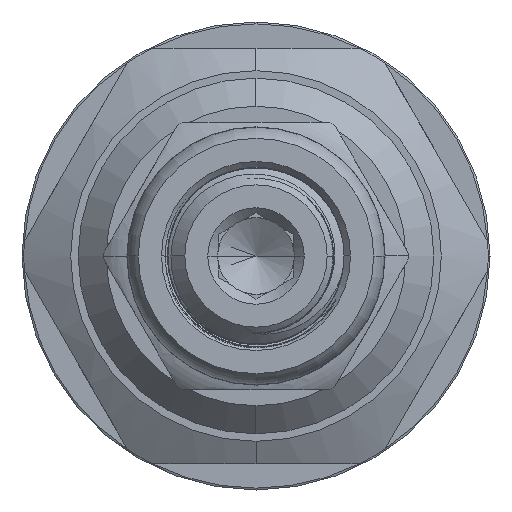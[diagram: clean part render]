
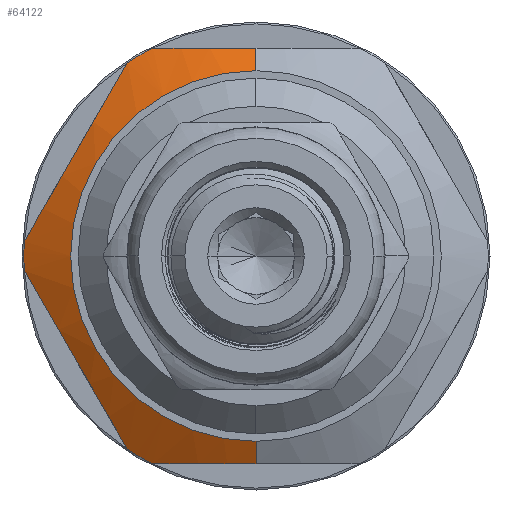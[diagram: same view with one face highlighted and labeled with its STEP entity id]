
A CAD part, left-side view. The second image highlights one B-rep face of the part: STEP entity #64122.
In plain terms, the highlighted conical face has half-angle 60 degrees and reference radius 9.9 mm.
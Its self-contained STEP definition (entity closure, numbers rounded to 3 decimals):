
#69 = VERTEX_POINT ( 'NONE', #1226 ) ;
#104 = VERTEX_POINT ( 'NONE', #1242 ) ;
#110 = VERTEX_POINT ( 'NONE', #1282 ) ;
#111 = VERTEX_POINT ( 'NONE', #1312 ) ;
#127 = VERTEX_POINT ( 'NONE', #1271 ) ;
#128 = VERTEX_POINT ( 'NONE', #1279 ) ;
#141 = VERTEX_POINT ( 'NONE', #1287 ) ;
#192 = VERTEX_POINT ( 'NONE', #15521 ) ;
#196 = VERTEX_POINT ( 'NONE', #15565 ) ;
#206 = VERTEX_POINT ( 'NONE', #15528 ) ;
#1226 = CARTESIAN_POINT ( 'NONE',  ( -69.952, 0., -9.9 ) ) ;
#1242 = CARTESIAN_POINT ( 'NONE',  ( -69.253, 0., -11.11 ) ) ;
#1271 = CARTESIAN_POINT ( 'NONE',  ( -68.508, 12.375, 0.786 ) ) ;
#1279 = CARTESIAN_POINT ( 'NONE',  ( -69.952, 0., 9.9 ) ) ;
#1282 = CARTESIAN_POINT ( 'NONE',  ( -68.508, 5.507, -11.11 ) ) ;
#1287 = CARTESIAN_POINT ( 'NONE',  ( -68.508, 12.375, -0.786 ) ) ;
#1312 = CARTESIAN_POINT ( 'NONE',  ( -68.508, 6.868, 10.324 ) ) ;
#1511 = AXIS2_PLACEMENT_3D ( 'NONE', #4594, #4595, #4596 ) ;
#1603 = VECTOR ( 'NONE', #4356, 1000. ) ;
#1663 = LINE ( 'NONE', #4488, #1603 ) ;
#1669 = CIRCLE ( 'NONE', #12504, 12.4 ) ;
#1686 = CIRCLE ( 'NONE', #12532, 9.9 ) ;
#2040 = CIRCLE ( 'NONE', #12518, 12.4 ) ;
#2090 = CIRCLE ( 'NONE', #1511, 12.4 ) ;
#2439 = ORIENTED_EDGE ( 'NONE', *, *, #35130, .T. ) ;
#2674 = ORIENTED_EDGE ( 'NONE', *, *, #34998, .T. ) ;
#2777 = ORIENTED_EDGE ( 'NONE', *, *, #35064, .T. ) ;
#4234 = CARTESIAN_POINT ( 'NONE',  ( -68.74, 7.32, 9.542 ) ) ;
#4235 = CARTESIAN_POINT ( 'NONE',  ( -68.508, 6.868, 10.324 ) ) ;
#4242 = CARTESIAN_POINT ( 'NONE',  ( -68.508, 5.507, -11.11 ) ) ;
#4243 = CARTESIAN_POINT ( 'NONE',  ( -68.737, 4.613, -11.11 ) ) ;
#4244 = CARTESIAN_POINT ( 'NONE',  ( -68.927, 7.774, 8.756 ) ) ;
#4245 = CARTESIAN_POINT ( 'NONE',  ( -69.183, 8.688, 7.172 ) ) ;
#4246 = CARTESIAN_POINT ( 'NONE',  ( -69.252, 9.148, 6.375 ) ) ;
#4247 = CARTESIAN_POINT ( 'NONE',  ( -69.254, 10.076, 4.768 ) ) ;
#4248 = CARTESIAN_POINT ( 'NONE',  ( -69.186, 10.544, 3.957 ) ) ;
#4249 = CARTESIAN_POINT ( 'NONE',  ( -68.928, 11.466, 2.36 ) ) ;
#4250 = CARTESIAN_POINT ( 'NONE',  ( -68.74, 11.923, 1.57 ) ) ;
#4251 = CARTESIAN_POINT ( 'NONE',  ( -68.508, 12.375, 0.786 ) ) ;
#4252 = CARTESIAN_POINT ( 'NONE',  ( -68.925, 3.706, -11.11 ) ) ;
#4253 = CARTESIAN_POINT ( 'NONE',  ( -69.12, 2.321, -11.11 ) ) ;
#4254 = CARTESIAN_POINT ( 'NONE',  ( -69.17, 1.854, -11.11 ) ) ;
#4255 = CARTESIAN_POINT ( 'NONE',  ( -69.236, 0.926, -11.11 ) ) ;
#4256 = CARTESIAN_POINT ( 'NONE',  ( -69.253, 0.463, -11.11 ) ) ;
#4257 = CARTESIAN_POINT ( 'NONE',  ( -69.253, 0., -11.11 ) ) ;
#4263 = CARTESIAN_POINT ( 'NONE',  ( -68.508, 0., 0. ) ) ;
#4264 = DIRECTION ( 'NONE',  ( -1., 0., 0. ) ) ;
#4265 = DIRECTION ( 'NONE',  ( 0., 0., -1. ) ) ;
#4280 = CARTESIAN_POINT ( 'NONE',  ( -68.508, 0., 0. ) ) ;
#4281 = DIRECTION ( 'NONE',  ( -1., 0., 0. ) ) ;
#4282 = DIRECTION ( 'NONE',  ( 0., 0., -1. ) ) ;
#4289 = CARTESIAN_POINT ( 'NONE',  ( -69.952, 0., 0. ) ) ;
#4290 = DIRECTION ( 'NONE',  ( -1., 0., 0. ) ) ;
#4291 = DIRECTION ( 'NONE',  ( 0., 0., 1. ) ) ;
#4356 = DIRECTION ( 'NONE',  ( 0.5, 0., 0.866 ) ) ;
#4488 = CARTESIAN_POINT ( 'NONE',  ( -69.952, 0., 9.9 ) ) ;
#4493 = CARTESIAN_POINT ( 'NONE',  ( -68.74, 11.923, -1.568 ) ) ;
#4494 = CARTESIAN_POINT ( 'NONE',  ( -68.508, 12.375, -0.786 ) ) ;
#4499 = CARTESIAN_POINT ( 'NONE',  ( -68.927, 11.47, -2.354 ) ) ;
#4500 = CARTESIAN_POINT ( 'NONE',  ( -69.183, 10.555, -3.938 ) ) ;
#4501 = CARTESIAN_POINT ( 'NONE',  ( -69.252, 10.095, -4.735 ) ) ;
#4502 = CARTESIAN_POINT ( 'NONE',  ( -69.254, 9.167, -6.342 ) ) ;
#4503 = CARTESIAN_POINT ( 'NONE',  ( -69.186, 8.699, -7.153 ) ) ;
#4504 = CARTESIAN_POINT ( 'NONE',  ( -68.928, 7.777, -8.75 ) ) ;
#4505 = CARTESIAN_POINT ( 'NONE',  ( -68.74, 7.321, -9.54 ) ) ;
#4506 = CARTESIAN_POINT ( 'NONE',  ( -68.508, 6.868, -10.324 ) ) ;
#4594 = CARTESIAN_POINT ( 'NONE',  ( -68.508, 0., 0. ) ) ;
#4595 = DIRECTION ( 'NONE',  ( -1., 0., 0. ) ) ;
#4596 = DIRECTION ( 'NONE',  ( 0., 0., -1. ) ) ;
#4743 = CARTESIAN_POINT ( 'NONE',  ( -69.253, 0.463, 11.11 ) ) ;
#4744 = CARTESIAN_POINT ( 'NONE',  ( -69.253, 0., 11.11 ) ) ;
#4749 = CARTESIAN_POINT ( 'NONE',  ( -69.236, 0.926, 11.11 ) ) ;
#4750 = CARTESIAN_POINT ( 'NONE',  ( -69.17, 1.854, 11.11 ) ) ;
#4751 = CARTESIAN_POINT ( 'NONE',  ( -69.12, 2.321, 11.11 ) ) ;
#4752 = CARTESIAN_POINT ( 'NONE',  ( -68.925, 3.706, 11.11 ) ) ;
#4753 = CARTESIAN_POINT ( 'NONE',  ( -68.737, 4.613, 11.11 ) ) ;
#4754 = CARTESIAN_POINT ( 'NONE',  ( -68.508, 5.507, 11.11 ) ) ;
#10211 = FACE_OUTER_BOUND ( 'NONE', #46599, .T. ) ;
#10222 = CONICAL_SURFACE ( 'NONE', #25602, 9.9, 1.047 ) ;
#12504 = AXIS2_PLACEMENT_3D ( 'NONE', #4280, #4281, #4282 ) ;
#12518 = AXIS2_PLACEMENT_3D ( 'NONE', #4263, #4264, #4265 ) ;
#12532 = AXIS2_PLACEMENT_3D ( 'NONE', #4289, #4290, #4291 ) ;
#14023 = B_SPLINE_CURVE_WITH_KNOTS ( 'NONE', 3,
 ( #4235, #4234, #4244, #4245, #4246, #4247, #4248, #4249, #4250, #4251 ),
 .UNSPECIFIED., .F., .F.,
 ( 4, 2, 2, 2, 4 ),
 ( 0., 0.003, 0.006, 0.008, 0.011 ),
 .UNSPECIFIED. ) ;
#14025 = B_SPLINE_CURVE_WITH_KNOTS ( 'NONE', 3,
 ( #4242, #4243, #4252, #4253, #4254, #4255, #4256, #4257 ),
 .UNSPECIFIED., .F., .F.,
 ( 4, 2, 2, 4 ),
 ( 0.007, 0.009, 0.011, 0.012 ),
 .UNSPECIFIED. ) ;
#14045 = B_SPLINE_CURVE_WITH_KNOTS ( 'NONE', 3,
 ( #4494, #4493, #4499, #4500, #4501, #4502, #4503, #4504, #4505, #4506 ),
 .UNSPECIFIED., .F., .F.,
 ( 4, 2, 2, 2, 4 ),
 ( 0., 0.003, 0.006, 0.008, 0.011 ),
 .UNSPECIFIED. ) ;
#14070 = B_SPLINE_CURVE_WITH_KNOTS ( 'NONE', 3,
 ( #4744, #4743, #4749, #4750, #4751, #4752, #4753, #4754 ),
 .UNSPECIFIED., .F., .F.,
 ( 4, 2, 2, 4 ),
 ( 0.016, 0.018, 0.019, 0.022 ),
 .UNSPECIFIED. ) ;
#14190 = EDGE_CURVE ( 'NONE', #69, #104, #19362, .T. ) ;
#15521 = CARTESIAN_POINT ( 'NONE',  ( -69.253, 0., 11.11 ) ) ;
#15528 = CARTESIAN_POINT ( 'NONE',  ( -68.508, 6.868, -10.324 ) ) ;
#15565 = CARTESIAN_POINT ( 'NONE',  ( -68.508, 5.507, 11.11 ) ) ;
#15971 = CARTESIAN_POINT ( 'NONE',  ( -69.952, 0., -9.9 ) ) ;
#15973 = DIRECTION ( 'NONE',  ( 0.5, 0., -0.866 ) ) ;
#19362 = LINE ( 'NONE', #15971, #20530 ) ;
#20530 = VECTOR ( 'NONE', #15973, 1000. ) ;
#25602 = AXIS2_PLACEMENT_3D ( 'NONE', #29781, #29779, #29777 ) ;
#27504 = ORIENTED_EDGE ( 'NONE', *, *, #35003, .T. ) ;
#28333 = ORIENTED_EDGE ( 'NONE', *, *, #14190, .F. ) ;
#28586 = ORIENTED_EDGE ( 'NONE', *, *, #35011, .F. ) ;
#28628 = ORIENTED_EDGE ( 'NONE', *, *, #35059, .T. ) ;
#28636 = ORIENTED_EDGE ( 'NONE', *, *, #35104, .T. ) ;
#29777 = DIRECTION ( 'NONE',  ( 0., 0., -1. ) ) ;
#29779 = DIRECTION ( 'NONE',  ( 1., 0., 0. ) ) ;
#29781 = CARTESIAN_POINT ( 'NONE',  ( -69.952, 0., 0. ) ) ;
#34991 = EDGE_CURVE ( 'NONE', #111, #127, #14023, .T. ) ;
#34994 = EDGE_CURVE ( 'NONE', #110, #104, #14025, .T. ) ;
#34998 = EDGE_CURVE ( 'NONE', #196, #111, #2040, .T. ) ;
#35003 = EDGE_CURVE ( 'NONE', #127, #141, #1669, .T. ) ;
#35011 = EDGE_CURVE ( 'NONE', #128, #69, #1686, .T. ) ;
#35059 = EDGE_CURVE ( 'NONE', #128, #192, #1663, .T. ) ;
#35064 = EDGE_CURVE ( 'NONE', #141, #206, #14045, .T. ) ;
#35104 = EDGE_CURVE ( 'NONE', #206, #110, #2090, .T. ) ;
#35130 = EDGE_CURVE ( 'NONE', #192, #196, #14070, .T. ) ;
#37399 = ORIENTED_EDGE ( 'NONE', *, *, #34994, .T. ) ;
#37501 = ORIENTED_EDGE ( 'NONE', *, *, #34991, .T. ) ;
#46599 = EDGE_LOOP ( 'NONE', ( #28586, #28628, #2439, #2674, #37501, #27504, #2777, #28636, #37399, #28333 ) ) ;
#64122 = ADVANCED_FACE ( 'NONE', ( #10211 ), #10222, .T. ) ;
